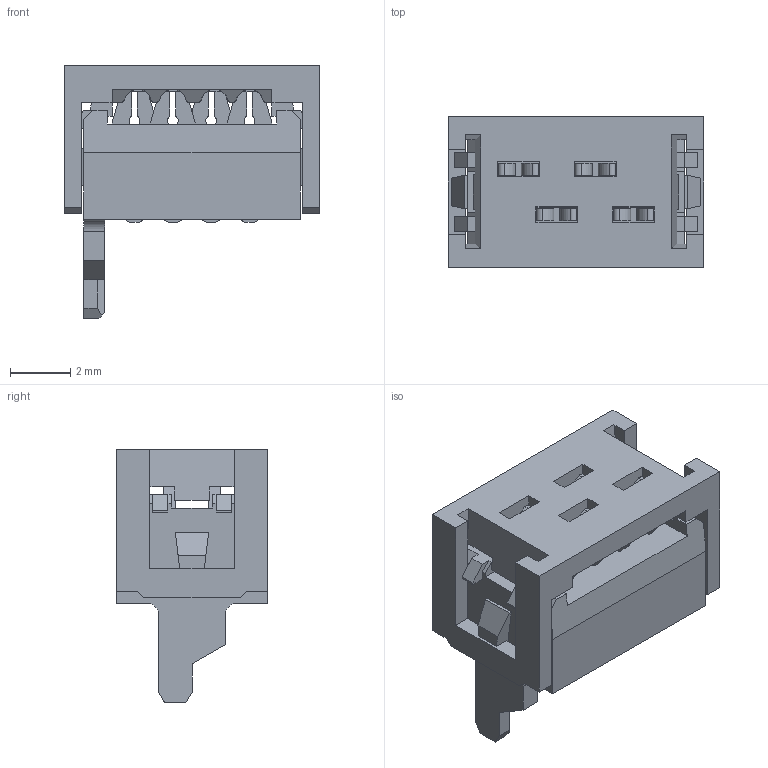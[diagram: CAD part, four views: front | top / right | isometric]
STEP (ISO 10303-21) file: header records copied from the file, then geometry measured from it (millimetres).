
FILE_DESCRIPTION((''),'2;1');
FILE_NAME('TYCO_7-215083-4-MM4CP','2009-06-18T',('dburnier'),(''),'PRO/ENGINEER BY PARAMETRIC TECHNOLOGY CORPORATION, 2008410','PRO/ENGINEER BY PARAMETRIC TECHNOLOGY CORPORATION, 2008410','');
FILE_SCHEMA(('AUTOMOTIVE_DESIGN_CC2 { 1 2 10303 214 -1 1 5 2 }'));
Length unit declared in the file: millimetre
Products named in the file (1): TYCO_7-215083-4-MM4CP
Bounding box: 8.46 x 5 x 8.4 mm (x, y, z)
Volume: 167.8 mm3; surface area: 385.9 mm2
Topology: 1 solids, 1 shells, 293 faces, 864 edges, 573 vertices
Faces by surface type: plane 229, cylinder 64
Entity records: 12853 total; most frequent: CARTESIAN_POINT 2107, ORIENTED_EDGE 1728, DIRECTION 1474, PRESENTATION_STYLE_ASSIGNMENT 885, STYLED_ITEM 865, CURVE_STYLE 864, EDGE_CURVE 864, VECTOR 696
